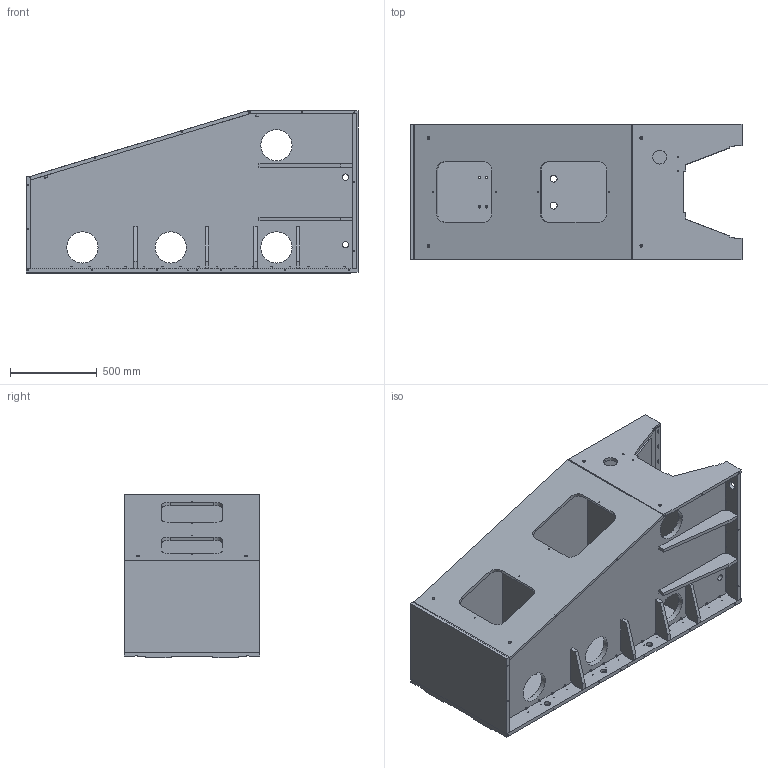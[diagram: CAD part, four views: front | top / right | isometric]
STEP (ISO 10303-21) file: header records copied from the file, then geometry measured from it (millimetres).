
FILE_DESCRIPTION((''),'2;1');
FILE_NAME('LLK0608A-1-20_ASM','2021-11-26T',('釓鼛'),(''),'CREO PARAMETRIC BY PTC INC, 2016050','CREO PARAMETRIC BY PTC INC, 2016050','');
FILE_SCHEMA(('CONFIG_CONTROL_DESIGN'));
Length unit declared in the file: millimetre
Products named in the file (19): LLK0608A-1-214_AF0; LLK0608A-1-25_AF0; LLK0608A-1-25_AF1; LLK0608A-1-213_AF0; LLK0608A-1-28_AF0; LLK0608A-1-211; LLK0608A-1-212; LLK0608A-1-24; LLK0608A-1-23_AF1; LLK0608A-1-23_AF0; LLK0608A-1-29; LLK0608A-1-21; LLK0608A-1-21_AF0; LLK0608A-1-22; LLK0608A-1-22_AF0; LLK0608A-1-22_AF1; LLK0608A-1-27_AF0; LLK0608A-1-26_AF0; LLK0608A-1-20_ASM
Assembly tree (26 placements, depth 2):
  LLK0608A-1-20_ASM
    LLK0608A-1-214_AF0
    LLK0608A-1-25_AF0
    LLK0608A-1-25_AF1
    LLK0608A-1-213_AF0
    LLK0608A-1-28_AF0
    LLK0608A-1-211
    LLK0608A-1-212
    LLK0608A-1-24  x2
    LLK0608A-1-23_AF1
    LLK0608A-1-23_AF0
    LLK0608A-1-29
    LLK0608A-1-21  x3
    LLK0608A-1-21_AF0
    LLK0608A-1-22  x6
    LLK0608A-1-22_AF0
    LLK0608A-1-22_AF1
    LLK0608A-1-27_AF0
    LLK0608A-1-26_AF0
Bounding box: 1911.5 x 780 x 938.5 mm (x, y, z)
Volume: 191160134.3 mm3; surface area: 17270916.4 mm2
Topology: 26 solids, 236 shells, 1790 faces, 4774 edges, 3116 vertices
Faces by surface type: cylinder 988, plane 516, cone 286
Entity records: 54423 total; most frequent: DIRECTION 10226, CARTESIAN_POINT 9873, ORIENTED_EDGE 7876, EDGE_CURVE 4358, AXIS2_PLACEMENT_3D 4163, VERTEX_POINT 3004, CIRCLE 2400, EDGE_LOOP 2320
